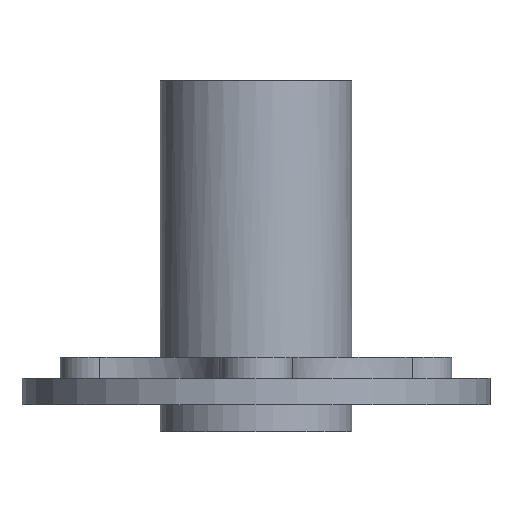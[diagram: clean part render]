
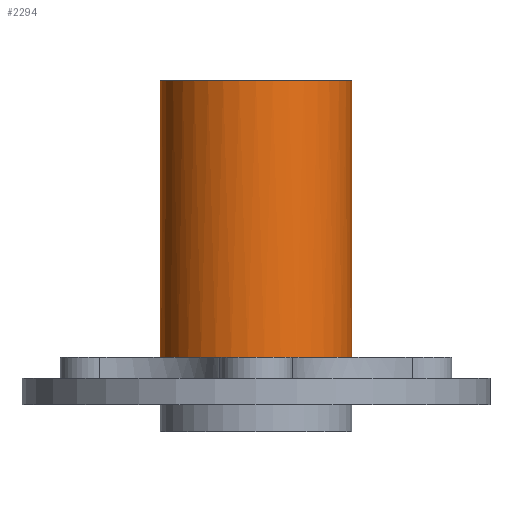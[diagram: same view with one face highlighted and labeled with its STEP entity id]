
A CAD part, front view. The second image highlights one B-rep face of the part: STEP entity #2294.
In plain terms, the highlighted cylindrical face has radius 5.715 mm (diameter 11.43 mm), a partial arc.
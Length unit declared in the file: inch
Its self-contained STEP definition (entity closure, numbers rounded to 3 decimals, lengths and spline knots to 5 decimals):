
#28 = DIRECTION ( 'NONE',  ( 0., 0., -1. ) ) ;
#79 = DIRECTION ( 'NONE',  ( 1., 0., 0. ) ) ;
#171 = DIRECTION ( 'NONE',  ( 0., 0., -1. ) ) ;
#204 = ORIENTED_EDGE ( 'NONE', *, *, #2427, .T. ) ;
#229 = DIRECTION ( 'NONE',  ( 0., 0., 1. ) ) ;
#231 = CARTESIAN_POINT ( 'NONE',  ( -0.225, 0., 0.05 ) ) ;
#269 = DIRECTION ( 'NONE',  ( 0., 0., -1. ) ) ;
#522 = DIRECTION ( 'NONE',  ( 0., 0., 1. ) ) ;
#554 = CIRCLE ( 'NONE', #606, 0.225 ) ;
#603 = CIRCLE ( 'NONE', #982, 0.225 ) ;
#606 = AXIS2_PLACEMENT_3D ( 'NONE', #972, #522, #1374 ) ;
#765 = CARTESIAN_POINT ( 'NONE',  ( 0., 0., 0.7 ) ) ;
#775 = EDGE_CURVE ( 'NONE', #1912, #1481, #2503, .T. ) ;
#849 = CARTESIAN_POINT ( 'NONE',  ( -0.225, 0., 0.7 ) ) ;
#972 = CARTESIAN_POINT ( 'NONE',  ( 0., 0., 0.05 ) ) ;
#981 = ORIENTED_EDGE ( 'NONE', *, *, #775, .T. ) ;
#982 = AXIS2_PLACEMENT_3D ( 'NONE', #2476, #229, #1347 ) ;
#987 = VERTEX_POINT ( 'NONE', #1078 ) ;
#1078 = CARTESIAN_POINT ( 'NONE',  ( -0.1591, -0.1591, 0.05 ) ) ;
#1262 = VECTOR ( 'NONE', #28, 39.37008 ) ;
#1305 = LINE ( 'NONE', #2208, #1407 ) ;
#1347 = DIRECTION ( 'NONE',  ( 1., 0., 0. ) ) ;
#1371 = CARTESIAN_POINT ( 'NONE',  ( -0.225, 0., 0.7 ) ) ;
#1374 = DIRECTION ( 'NONE',  ( 1., 0., 0. ) ) ;
#1403 = AXIS2_PLACEMENT_3D ( 'NONE', #765, #1657, #79 ) ;
#1407 = VECTOR ( 'NONE', #171, 39.37008 ) ;
#1447 = ORIENTED_EDGE ( 'NONE', *, *, #1963, .T. ) ;
#1467 = CARTESIAN_POINT ( 'NONE',  ( 0., 0., 0.05 ) ) ;
#1481 = VERTEX_POINT ( 'NONE', #231 ) ;
#1497 = EDGE_LOOP ( 'NONE', ( #2216, #2941, #981, #204, #2875, #1447 ) ) ;
#1519 = VERTEX_POINT ( 'NONE', #1562 ) ;
#1531 = CARTESIAN_POINT ( 'NONE',  ( 0.225, 0., 0.7 ) ) ;
#1562 = CARTESIAN_POINT ( 'NONE',  ( 0.225, 0., 0.05 ) ) ;
#1657 = DIRECTION ( 'NONE',  ( 0., 0., 1. ) ) ;
#1681 = EDGE_CURVE ( 'NONE', #1912, #2780, #2213, .T. ) ;
#1791 = AXIS2_PLACEMENT_3D ( 'NONE', #1467, #2148, #2369 ) ;
#1839 = FACE_OUTER_BOUND ( 'NONE', #1497, .T. ) ;
#1912 = VERTEX_POINT ( 'NONE', #849 ) ;
#1963 = EDGE_CURVE ( 'NONE', #2174, #1519, #2692, .T. ) ;
#2116 = EDGE_CURVE ( 'NONE', #987, #2174, #603, .T. ) ;
#2148 = DIRECTION ( 'NONE',  ( 0., 0., 1. ) ) ;
#2174 = VERTEX_POINT ( 'NONE', #2947 ) ;
#2208 = CARTESIAN_POINT ( 'NONE',  ( 0.225, 0., 0.7 ) ) ;
#2213 = CIRCLE ( 'NONE', #1403, 0.225 ) ;
#2216 = ORIENTED_EDGE ( 'NONE', *, *, #2886, .F. ) ;
#2294 = ADVANCED_FACE ( 'NONE', ( #1839 ), #2787, .T. ) ;
#2369 = DIRECTION ( 'NONE',  ( 1., 0., 0. ) ) ;
#2427 = EDGE_CURVE ( 'NONE', #1481, #987, #554, .T. ) ;
#2476 = CARTESIAN_POINT ( 'NONE',  ( 0., 0., 0.05 ) ) ;
#2503 = LINE ( 'NONE', #1371, #1262 ) ;
#2599 = AXIS2_PLACEMENT_3D ( 'NONE', #2726, #269, #2742 ) ;
#2692 = CIRCLE ( 'NONE', #1791, 0.225 ) ;
#2726 = CARTESIAN_POINT ( 'NONE',  ( 0., 0., 0.7 ) ) ;
#2742 = DIRECTION ( 'NONE',  ( -1., 0., 0. ) ) ;
#2780 = VERTEX_POINT ( 'NONE', #1531 ) ;
#2787 = CYLINDRICAL_SURFACE ( 'NONE', #2599, 0.225 ) ;
#2875 = ORIENTED_EDGE ( 'NONE', *, *, #2116, .T. ) ;
#2886 = EDGE_CURVE ( 'NONE', #2780, #1519, #1305, .T. ) ;
#2941 = ORIENTED_EDGE ( 'NONE', *, *, #1681, .F. ) ;
#2947 = CARTESIAN_POINT ( 'NONE',  ( 0.1591, -0.1591, 0.05 ) ) ;
